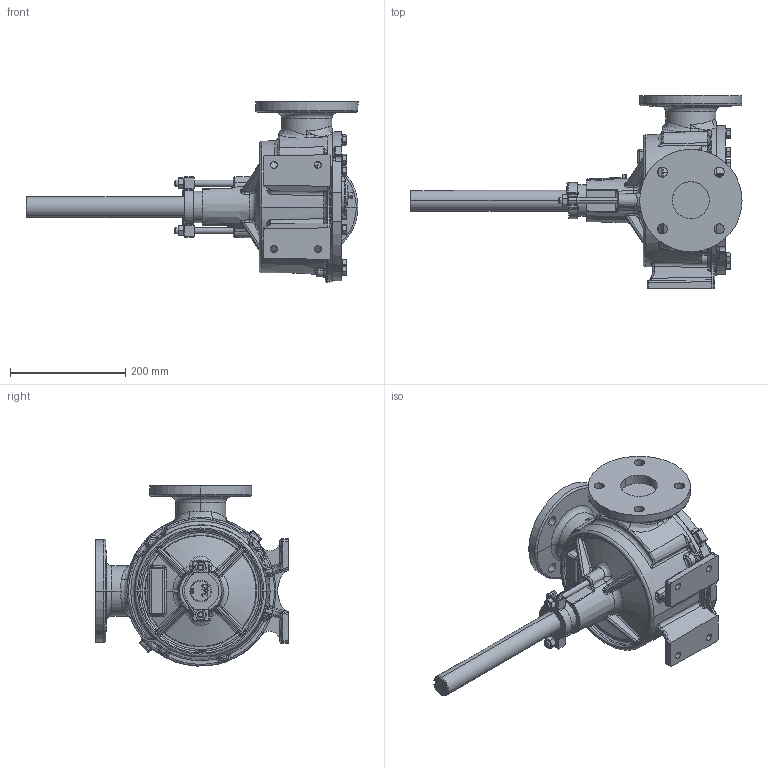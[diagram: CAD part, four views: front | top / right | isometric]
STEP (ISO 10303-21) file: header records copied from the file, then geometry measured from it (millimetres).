
FILE_DESCRIPTION (( 'STEP AP214' ), '1' );
FILE_NAME ('LQ32.STEP', '2016-12-15T21:22:33', ( '' ), ( '' ), 'SwSTEP 2.0', 'SolidWorks 2016', '' );
FILE_SCHEMA (( 'AUTOMOTIVE_DESIGN' ));
Length unit declared in the file: inch
Products named in the file (2): LQ32
Bounding box: 576.79 x 335.03 x 312.92 mm (x, y, z)
Volume: 8730580.7 mm3; surface area: 493747.8 mm2
Topology: 1 solids, 1 shells, 1292 faces, 3144 edges, 1863 vertices
Faces by surface type: plane 370, bspline 347, cylinder 205, cone 178, torus 132, sphere 60
Entity records: 68288 total; most frequent: CARTESIAN_POINT 34119, ORIENTED_EDGE 6232, DIRECTION 5015, EDGE_CURVE 3116, AXIS2_PLACEMENT_3D 2071, VERTEX_POINT 1863, EDGE_LOOP 1363, FACE_OUTER_BOUND 1292
